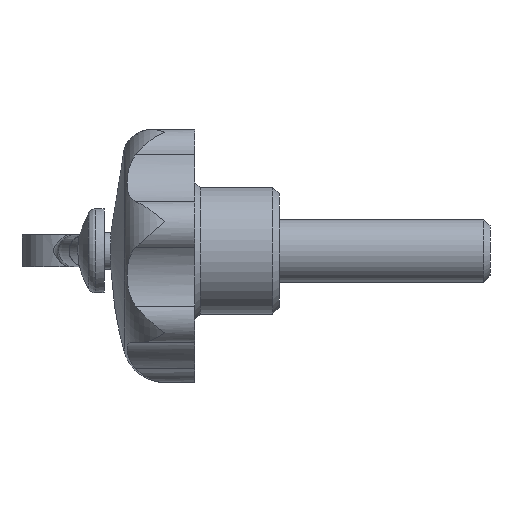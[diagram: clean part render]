
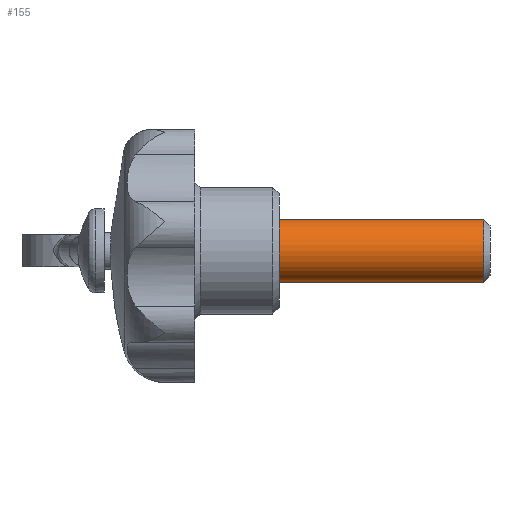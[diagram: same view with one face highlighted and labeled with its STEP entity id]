
A CAD part, left-side view. The second image highlights one B-rep face of the part: STEP entity #155.
In plain terms, the highlighted cylindrical face has radius 3 mm (diameter 6 mm), a full revolution.
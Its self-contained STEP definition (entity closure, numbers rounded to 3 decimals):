
#155 = ADVANCED_FACE( '', ( #335, #336 ), #337, .T. );
#335 = FACE_OUTER_BOUND( '', #533, .T. );
#336 = FACE_OUTER_BOUND( '', #534, .T. );
#337 = CYLINDRICAL_SURFACE( '', #535, 3. );
#533 = EDGE_LOOP( '', ( #924 ) );
#534 = EDGE_LOOP( '', ( #925 ) );
#535 = AXIS2_PLACEMENT_3D( '', #926, #927, #928 );
#924 = ORIENTED_EDGE( '', *, *, #1248, .F. );
#925 = ORIENTED_EDGE( '', *, *, #1146, .T. );
#926 = CARTESIAN_POINT( '', ( 0., -20., 0. ) );
#927 = DIRECTION( '', ( 0., 1., 0. ) );
#928 = DIRECTION( '', ( 0., 0., -1. ) );
#1146 = EDGE_CURVE( '', #1373, #1373, #1374, .T. );
#1248 = EDGE_CURVE( '', #1524, #1524, #1525, .T. );
#1373 = VERTEX_POINT( '', #1777 );
#1374 = CIRCLE( '', #1778, 3. );
#1524 = VERTEX_POINT( '', #2132 );
#1525 = CIRCLE( '', #2133, 3. );
#1777 = CARTESIAN_POINT( '', ( 0., 0., -3. ) );
#1778 = AXIS2_PLACEMENT_3D( '', #2353, #2354, #2355 );
#2132 = CARTESIAN_POINT( '', ( 0., -19.387, -3. ) );
#2133 = AXIS2_PLACEMENT_3D( '', #2504, #2505, #2506 );
#2353 = CARTESIAN_POINT( '', ( 0., 0., 0. ) );
#2354 = DIRECTION( '', ( 0., -1., 0. ) );
#2355 = DIRECTION( '', ( 0., 0., -1. ) );
#2504 = CARTESIAN_POINT( '', ( 0., -19.387, 0. ) );
#2505 = DIRECTION( '', ( 0., -1., 0. ) );
#2506 = DIRECTION( '', ( 0., 0., -1. ) );
